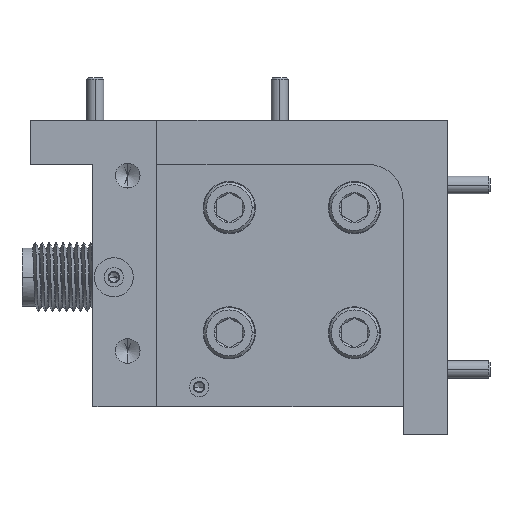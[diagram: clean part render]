
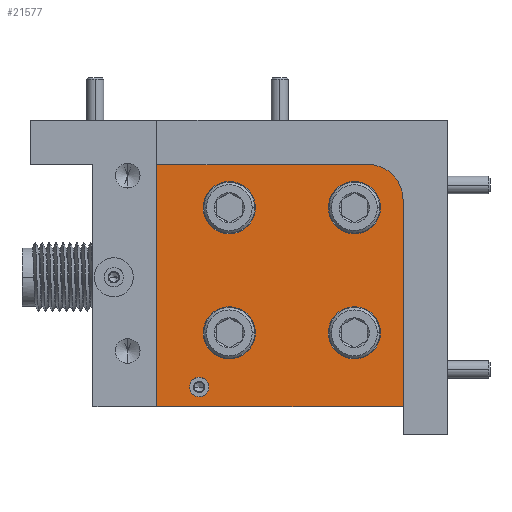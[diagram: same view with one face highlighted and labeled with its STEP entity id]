
A CAD part, front view. The second image highlights one B-rep face of the part: STEP entity #21577.
In plain terms, the highlighted planar face has unit normal (0, -1, 0).
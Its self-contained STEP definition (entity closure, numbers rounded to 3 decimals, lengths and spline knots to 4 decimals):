
#73 = CARTESIAN_POINT ( 'NONE',  ( -0.295, 0.3, -0.465 ) ) ;
#121 = EDGE_LOOP ( 'NONE', ( #2485, #5461 ) ) ;
#319 = CARTESIAN_POINT ( 'NONE',  ( 0.415, 0.3, 0.1562 ) ) ;
#1026 = LINE ( 'NONE', #26113, #17530 ) ;
#1090 = ORIENTED_EDGE ( 'NONE', *, *, #24287, .T. ) ;
#1102 = DIRECTION ( 'NONE',  ( 0., -1., 0. ) ) ;
#1279 = DIRECTION ( 'NONE',  ( -1., 0., 0. ) ) ;
#1436 = VERTEX_POINT ( 'NONE', #11498 ) ;
#1513 = CARTESIAN_POINT ( 'NONE',  ( 0.415, 0.3, 0.3437 ) ) ;
#1552 = EDGE_CURVE ( 'NONE', #26397, #29120, #18584, .T. ) ;
#1623 = DIRECTION ( 'NONE',  ( 0., -1., 0. ) ) ;
#1631 = CIRCLE ( 'NONE', #20845, 0.0938 ) ;
#1855 = ORIENTED_EDGE ( 'NONE', *, *, #1552, .F. ) ;
#1918 = DIRECTION ( 'NONE',  ( 0., 0., 1. ) ) ;
#1920 = CARTESIAN_POINT ( 'NONE',  ( -0.035, 0.3, -0.2 ) ) ;
#2485 = ORIENTED_EDGE ( 'NONE', *, *, #15117, .F. ) ;
#2783 = VERTEX_POINT ( 'NONE', #319 ) ;
#3143 = EDGE_CURVE ( 'NONE', #2783, #19903, #1631, .T. ) ;
#3168 = EDGE_CURVE ( 'NONE', #17830, #9411, #3188, .T. ) ;
#3188 = CIRCLE ( 'NONE', #7120, 0.0938 ) ;
#3390 = CARTESIAN_POINT ( 'NONE',  ( -0.035, 0.3, 0.25 ) ) ;
#3452 = EDGE_CURVE ( 'NONE', #25555, #17095, #3563, .T. ) ;
#3563 = CIRCLE ( 'NONE', #9161, 0.0938 ) ;
#3720 = ORIENTED_EDGE ( 'NONE', *, *, #5697, .T. ) ;
#3816 = VERTEX_POINT ( 'NONE', #13070 ) ;
#3870 = CIRCLE ( 'NONE', #12377, 0.125 ) ;
#3963 = CARTESIAN_POINT ( 'NONE',  ( -0.035, 0.3, 0.25 ) ) ;
#4259 = FACE_BOUND ( 'NONE', #16795, .T. ) ;
#4264 = CIRCLE ( 'NONE', #21123, 0.0938 ) ;
#4402 = DIRECTION ( 'NONE',  ( 0., 0., 1. ) ) ;
#4602 = DIRECTION ( 'NONE',  ( 0., -1., 0. ) ) ;
#5140 = EDGE_CURVE ( 'NONE', #15786, #20288, #19586, .T. ) ;
#5461 = ORIENTED_EDGE ( 'NONE', *, *, #13004, .F. ) ;
#5697 = EDGE_CURVE ( 'NONE', #25840, #3816, #15316, .T. ) ;
#5879 = DIRECTION ( 'NONE',  ( 0., 0., 1. ) ) ;
#6177 = DIRECTION ( 'NONE',  ( 0., -1., 0. ) ) ;
#6757 = EDGE_LOOP ( 'NONE', ( #3720, #20172, #15484, #21082, #1090 ) ) ;
#6773 = VECTOR ( 'NONE', #26954, 39.3701 ) ;
#6880 = DIRECTION ( 'NONE',  ( 0., -1., 0. ) ) ;
#6954 = ORIENTED_EDGE ( 'NONE', *, *, #25865, .F. ) ;
#7120 = AXIS2_PLACEMENT_3D ( 'NONE', #28784, #31233, #14111 ) ;
#7545 = CARTESIAN_POINT ( 'NONE',  ( 0.59, 0.3, -0.465 ) ) ;
#7882 = ORIENTED_EDGE ( 'NONE', *, *, #3452, .F. ) ;
#8095 = AXIS2_PLACEMENT_3D ( 'NONE', #1920, #28881, #11640 ) ;
#8125 = EDGE_LOOP ( 'NONE', ( #12989, #7882 ) ) ;
#8567 = DIRECTION ( 'NONE',  ( 0., 0., 1. ) ) ;
#8943 = CARTESIAN_POINT ( 'NONE',  ( -0.295, 0.3, -0.465 ) ) ;
#9161 = AXIS2_PLACEMENT_3D ( 'NONE', #3390, #1102, #5879 ) ;
#9193 = DIRECTION ( 'NONE',  ( 0., -1., 0. ) ) ;
#9406 = AXIS2_PLACEMENT_3D ( 'NONE', #21538, #6880, #1918 ) ;
#9411 = VERTEX_POINT ( 'NONE', #29451 ) ;
#10627 = EDGE_LOOP ( 'NONE', ( #26359, #6954 ) ) ;
#10823 = CARTESIAN_POINT ( 'NONE',  ( -0.295, 0.3, 0.405 ) ) ;
#11108 = VECTOR ( 'NONE', #8567, 39.3701 ) ;
#11165 = CARTESIAN_POINT ( 'NONE',  ( -0.035, 0.3, -0.2 ) ) ;
#11498 = CARTESIAN_POINT ( 'NONE',  ( -0.035, 0.3, -0.1063 ) ) ;
#11547 = PLANE ( 'NONE',  #9406 ) ;
#11640 = DIRECTION ( 'NONE',  ( 0., 0., 1. ) ) ;
#12377 = AXIS2_PLACEMENT_3D ( 'NONE', #25834, #6177, #27974 ) ;
#12494 = CARTESIAN_POINT ( 'NONE',  ( 0.415, 0.3, 0.25 ) ) ;
#12796 = DIRECTION ( 'NONE',  ( 0., -1., 0. ) ) ;
#12989 = ORIENTED_EDGE ( 'NONE', *, *, #28139, .F. ) ;
#13004 = EDGE_CURVE ( 'NONE', #29793, #1436, #24410, .T. ) ;
#13070 = CARTESIAN_POINT ( 'NONE',  ( 0.59, 0.3, 0.28 ) ) ;
#13391 = CARTESIAN_POINT ( 'NONE',  ( -0.035, 0.3, -0.2938 ) ) ;
#13403 = EDGE_CURVE ( 'NONE', #29120, #26397, #25906, .T. ) ;
#14111 = DIRECTION ( 'NONE',  ( 0., 0., 1. ) ) ;
#14316 = AXIS2_PLACEMENT_3D ( 'NONE', #12494, #12796, #20129 ) ;
#14904 = DIRECTION ( 'NONE',  ( 0., 0., 1. ) ) ;
#15117 = EDGE_CURVE ( 'NONE', #1436, #29793, #26214, .T. ) ;
#15316 = LINE ( 'NONE', #20896, #11108 ) ;
#15461 = DIRECTION ( 'NONE',  ( 0., -1., 0. ) ) ;
#15484 = ORIENTED_EDGE ( 'NONE', *, *, #29899, .T. ) ;
#15786 = VERTEX_POINT ( 'NONE', #10823 ) ;
#15926 = CARTESIAN_POINT ( 'NONE',  ( -0.035, 0.3, 0.3437 ) ) ;
#16795 = EDGE_LOOP ( 'NONE', ( #1855, #25111 ) ) ;
#17095 = VERTEX_POINT ( 'NONE', #15926 ) ;
#17530 = VECTOR ( 'NONE', #1279, 39.3701 ) ;
#17626 = FACE_BOUND ( 'NONE', #10627, .T. ) ;
#17830 = VERTEX_POINT ( 'NONE', #29564 ) ;
#17968 = DIRECTION ( 'NONE',  ( 0., 0., 1. ) ) ;
#18584 = CIRCLE ( 'NONE', #27081, 0.035 ) ;
#19212 = VERTEX_POINT ( 'NONE', #29775 ) ;
#19235 = DIRECTION ( 'NONE',  ( 0., 0., 1. ) ) ;
#19586 = LINE ( 'NONE', #29795, #19972 ) ;
#19903 = VERTEX_POINT ( 'NONE', #1513 ) ;
#19945 = EDGE_CURVE ( 'NONE', #3816, #19212, #3870, .T. ) ;
#19972 = VECTOR ( 'NONE', #19984, 39.3701 ) ;
#19984 = DIRECTION ( 'NONE',  ( 0., 0., -1. ) ) ;
#20129 = DIRECTION ( 'NONE',  ( 0., 0., 1. ) ) ;
#20172 = ORIENTED_EDGE ( 'NONE', *, *, #19945, .T. ) ;
#20288 = VERTEX_POINT ( 'NONE', #8943 ) ;
#20845 = AXIS2_PLACEMENT_3D ( 'NONE', #31456, #9193, #4402 ) ;
#20896 = CARTESIAN_POINT ( 'NONE',  ( 0.59, 0.3, -0.465 ) ) ;
#21029 = DIRECTION ( 'NONE',  ( 0., 0., 1. ) ) ;
#21082 = ORIENTED_EDGE ( 'NONE', *, *, #5140, .T. ) ;
#21084 = DIRECTION ( 'NONE',  ( 0., 0., 1. ) ) ;
#21123 = AXIS2_PLACEMENT_3D ( 'NONE', #3963, #23634, #21084 ) ;
#21538 = CARTESIAN_POINT ( 'NONE',  ( 0.2275, 0.3, 0. ) ) ;
#21577 = ADVANCED_FACE ( 'NONE', ( #27561, #30633, #22613, #17626, #4259, #22992 ), #11547, .T. ) ;
#21859 = ORIENTED_EDGE ( 'NONE', *, *, #21862, .F. ) ;
#21862 = EDGE_CURVE ( 'NONE', #19903, #2783, #31780, .T. ) ;
#22452 = EDGE_LOOP ( 'NONE', ( #21859, #30461 ) ) ;
#22613 = FACE_BOUND ( 'NONE', #121, .T. ) ;
#22992 = FACE_OUTER_BOUND ( 'NONE', #6757, .T. ) ;
#23282 = CARTESIAN_POINT ( 'NONE',  ( -0.035, 0.3, 0.1562 ) ) ;
#23634 = DIRECTION ( 'NONE',  ( 0., -1., 0. ) ) ;
#24287 = EDGE_CURVE ( 'NONE', #20288, #25840, #25145, .T. ) ;
#24410 = CIRCLE ( 'NONE', #28130, 0.0937 ) ;
#25111 = ORIENTED_EDGE ( 'NONE', *, *, #13403, .F. ) ;
#25145 = LINE ( 'NONE', #73, #6773 ) ;
#25555 = VERTEX_POINT ( 'NONE', #23282 ) ;
#25834 = CARTESIAN_POINT ( 'NONE',  ( 0.465, 0.3, 0.28 ) ) ;
#25840 = VERTEX_POINT ( 'NONE', #7545 ) ;
#25865 = EDGE_CURVE ( 'NONE', #9411, #17830, #26205, .T. ) ;
#25906 = CIRCLE ( 'NONE', #31012, 0.035 ) ;
#26113 = CARTESIAN_POINT ( 'NONE',  ( 0.59, 0.3, 0.405 ) ) ;
#26205 = CIRCLE ( 'NONE', #26595, 0.0938 ) ;
#26214 = CIRCLE ( 'NONE', #8095, 0.0937 ) ;
#26359 = ORIENTED_EDGE ( 'NONE', *, *, #3168, .F. ) ;
#26397 = VERTEX_POINT ( 'NONE', #29110 ) ;
#26595 = AXIS2_PLACEMENT_3D ( 'NONE', #29243, #29569, #14904 ) ;
#26954 = DIRECTION ( 'NONE',  ( 1., 0., 0. ) ) ;
#26957 = CARTESIAN_POINT ( 'NONE',  ( -0.143, 0.3, -0.43 ) ) ;
#27081 = AXIS2_PLACEMENT_3D ( 'NONE', #28938, #4602, #19235 ) ;
#27561 = FACE_BOUND ( 'NONE', #22452, .T. ) ;
#27974 = DIRECTION ( 'NONE',  ( 0., 0., 1. ) ) ;
#28130 = AXIS2_PLACEMENT_3D ( 'NONE', #11165, #1623, #21029 ) ;
#28139 = EDGE_CURVE ( 'NONE', #17095, #25555, #4264, .T. ) ;
#28784 = CARTESIAN_POINT ( 'NONE',  ( 0.415, 0.3, -0.2 ) ) ;
#28881 = DIRECTION ( 'NONE',  ( 0., -1., 0. ) ) ;
#28938 = CARTESIAN_POINT ( 'NONE',  ( -0.143, 0.3, -0.395 ) ) ;
#29110 = CARTESIAN_POINT ( 'NONE',  ( -0.143, 0.3, -0.36 ) ) ;
#29120 = VERTEX_POINT ( 'NONE', #26957 ) ;
#29243 = CARTESIAN_POINT ( 'NONE',  ( 0.415, 0.3, -0.2 ) ) ;
#29451 = CARTESIAN_POINT ( 'NONE',  ( 0.415, 0.3, -0.2938 ) ) ;
#29564 = CARTESIAN_POINT ( 'NONE',  ( 0.415, 0.3, -0.1063 ) ) ;
#29569 = DIRECTION ( 'NONE',  ( 0., -1., 0. ) ) ;
#29775 = CARTESIAN_POINT ( 'NONE',  ( 0.465, 0.3, 0.405 ) ) ;
#29793 = VERTEX_POINT ( 'NONE', #13391 ) ;
#29795 = CARTESIAN_POINT ( 'NONE',  ( -0.295, 0.3, 0.405 ) ) ;
#29899 = EDGE_CURVE ( 'NONE', #19212, #15786, #1026, .T. ) ;
#30149 = CARTESIAN_POINT ( 'NONE',  ( -0.143, 0.3, -0.395 ) ) ;
#30461 = ORIENTED_EDGE ( 'NONE', *, *, #3143, .F. ) ;
#30633 = FACE_BOUND ( 'NONE', #8125, .T. ) ;
#31012 = AXIS2_PLACEMENT_3D ( 'NONE', #30149, #15461, #17968 ) ;
#31233 = DIRECTION ( 'NONE',  ( 0., -1., 0. ) ) ;
#31456 = CARTESIAN_POINT ( 'NONE',  ( 0.415, 0.3, 0.25 ) ) ;
#31780 = CIRCLE ( 'NONE', #14316, 0.0938 ) ;
